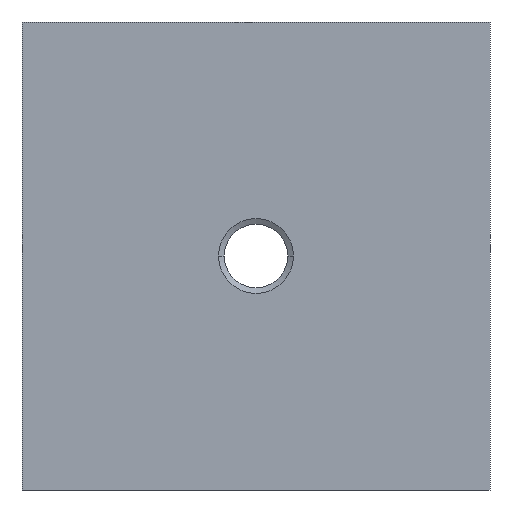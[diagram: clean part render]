
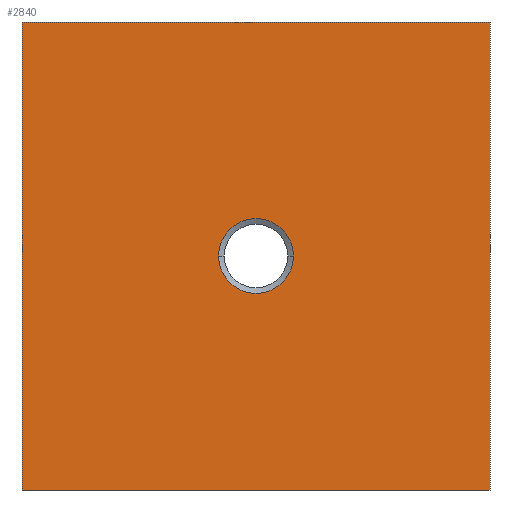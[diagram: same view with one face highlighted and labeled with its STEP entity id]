
A CAD part, front view. The second image highlights one B-rep face of the part: STEP entity #2840.
In plain terms, the highlighted planar face has unit normal (0, -1, 0).
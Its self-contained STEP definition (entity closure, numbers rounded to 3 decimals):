
#120=CARTESIAN_POINT('',(0.,0.,-5.));
#130=VERTEX_POINT('',#120);
#160=CARTESIAN_POINT('',(0.,0.,-5.));
#170=DIRECTION('',(1.,0.,0.));
#180=VECTOR('',#170,1.);
#190=LINE('',#160,#180);
#200=CARTESIAN_POINT('',(50.,0.,-5.));
#210=VERTEX_POINT('',#200);
#220=EDGE_CURVE('',#130,#210,#190,.T.);
#2060=CARTESIAN_POINT('',(50.,0.,45.));
#2070=VERTEX_POINT('',#2060);
#2100=CARTESIAN_POINT('',(0.,0.,45.));
#2110=DIRECTION('',(1.,0.,0.));
#2120=VECTOR('',#2110,1.);
#2130=LINE('',#2100,#2120);
#2140=CARTESIAN_POINT('',(0.,0.,45.));
#2150=VERTEX_POINT('',#2140);
#2160=EDGE_CURVE('',#2150,#2070,#2130,.T.);
#2430=CARTESIAN_POINT('',(0.,0.,0.));
#2440=DIRECTION('',(0.,0.,1.));
#2450=VECTOR('',#2440,1.);
#2460=LINE('',#2430,#2450);
#2470=EDGE_CURVE('',#130,#2150,#2460,.T.);
#2530=CARTESIAN_POINT('',(40.,0.,0.));
#2540=DIRECTION('',(-0.,-1.,-0.));
#2550=DIRECTION('',(-1.,0.,0.));
#2560=AXIS2_PLACEMENT_3D('',#2530,#2540,#2550);
#2570=PLANE('',#2560);
#2580=CARTESIAN_POINT('',(25.,0.,20.));
#2590=DIRECTION('',(0.,-1.,0.));
#2600=DIRECTION('',(-1.,0.,0.));
#2610=AXIS2_PLACEMENT_3D('',#2580,#2590,#2600);
#2620=CIRCLE('',#2610,4.);
#2630=CARTESIAN_POINT('',(21.,0.,20.));
#2640=VERTEX_POINT('',#2630);
#2650=CARTESIAN_POINT('',(29.,0.,20.));
#2660=VERTEX_POINT('',#2650);
#2670=EDGE_CURVE('',#2640,#2660,#2620,.T.);
#2680=ORIENTED_EDGE('',*,*,#2670,.F.);
#2690=EDGE_CURVE('',#2660,#2640,#2620,.T.);
#2700=ORIENTED_EDGE('',*,*,#2690,.F.);
#2710=EDGE_LOOP('',(#2700,#2680));
#2720=FACE_BOUND('',#2710,.T.);
#2730=ORIENTED_EDGE('',*,*,#2470,.F.);
#2740=ORIENTED_EDGE('',*,*,#2160,.F.);
#2750=CARTESIAN_POINT('',(50.,0.,0.));
#2760=DIRECTION('',(0.,0.,1.));
#2770=VECTOR('',#2760,1.);
#2780=LINE('',#2750,#2770);
#2790=EDGE_CURVE('',#210,#2070,#2780,.T.);
#2800=ORIENTED_EDGE('',*,*,#2790,.T.);
#2810=ORIENTED_EDGE('',*,*,#220,.T.);
#2820=EDGE_LOOP('',(#2810,#2800,#2740,#2730));
#2830=FACE_OUTER_BOUND('',#2820,.T.);
#2840=ADVANCED_FACE('',(#2720,#2830),#2570,.T.);
